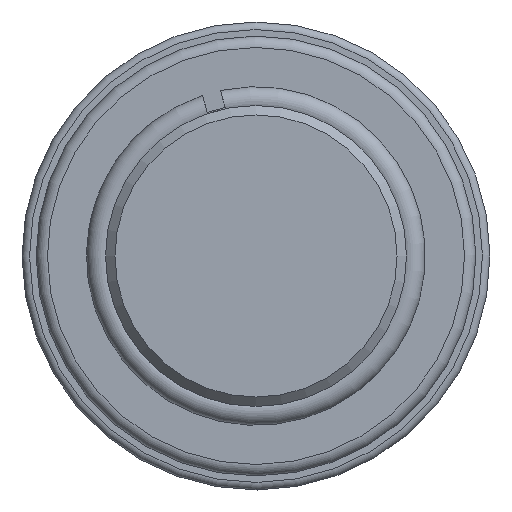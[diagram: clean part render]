
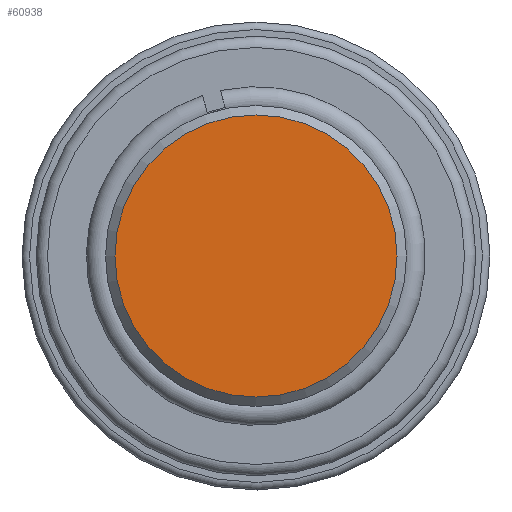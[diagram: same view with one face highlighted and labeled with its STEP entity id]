
A CAD part, left-side view. The second image highlights one B-rep face of the part: STEP entity #60938.
In plain terms, the highlighted planar face has unit normal (-1, 0, 0).
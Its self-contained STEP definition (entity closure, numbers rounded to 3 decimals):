
#60918=CARTESIAN_POINT('',(0.,7.475,0.0));
#60919=VERTEX_POINT('',#60918);
#60920=CARTESIAN_POINT('',(0.0,0.0,0.0));
#60921=DIRECTION('',(1.0,0.0,0.0));
#60922=DIRECTION('',(0.0,1.0,0.0));
#60923=AXIS2_PLACEMENT_3D('',#60920,#60921,#60922);
#60924=CIRCLE('',#60923,7.475);
#60925=EDGE_CURVE('',#60919,#60919,#60924,.T.);
#60930=CARTESIAN_POINT('',(0.,6.988,0.0));
#60931=DIRECTION('',(-1.0,0.0,0.0));
#60932=DIRECTION('',(0.0,0.0,1.0));
#60933=AXIS2_PLACEMENT_3D('',#60930,#60931,#60932);
#60934=PLANE('',#60933);
#60935=ORIENTED_EDGE('',*,*,#60925,.F.);
#60936=EDGE_LOOP('',(#60935));
#60937=FACE_OUTER_BOUND('',#60936,.T.);
#60938=ADVANCED_FACE('',(#60937),#60934,.T.);
